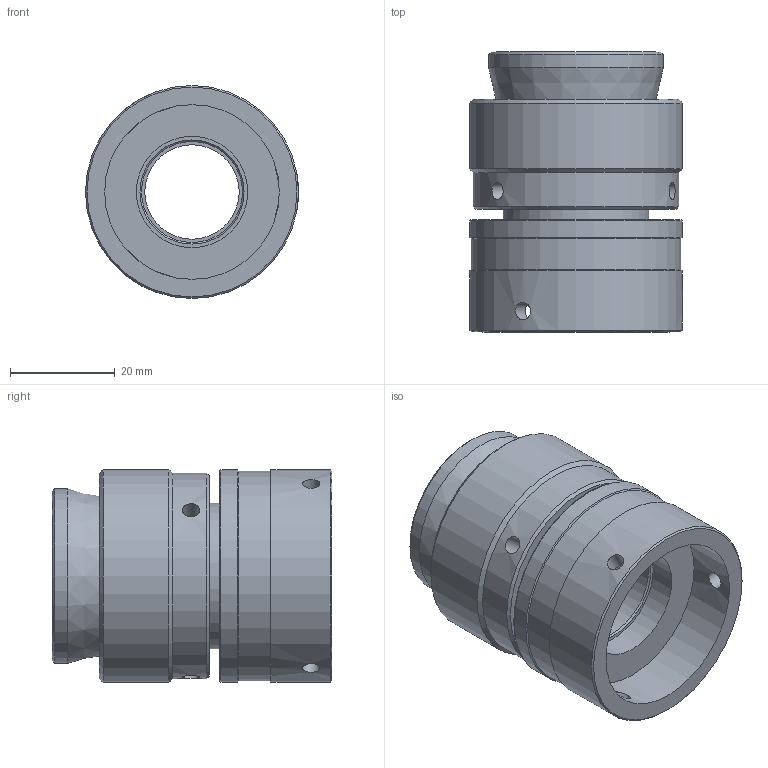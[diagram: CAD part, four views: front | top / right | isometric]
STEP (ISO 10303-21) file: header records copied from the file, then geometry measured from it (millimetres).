
FILE_DESCRIPTION (( 'STEP AP203' ), '1' );
FILE_NAME ('693017.STEP', '2024-07-15T02:11:33', ( 'Windows User' ), ( 'P R C' ), 'SwSTEP 2.0', 'SolidWorks 2020', '' );
FILE_SCHEMA (( 'CONFIG_CONTROL_DESIGN' ));
Length unit declared in the file: millimetre
Products named in the file (1): 693017
Bounding box: 40.6 x 53.35 x 40.6 mm (x, y, z)
Surface area: 14189.8 mm2 (no closed solid volume)
Topology: 0 solids, 4 shells, 37 faces, 91 edges, 62 vertices
Faces by surface type: cylinder 18, cone 9, plane 8, torus 2
Full cylindrical faces by diameter (mm): 3.3 x6, 18 x1, 19.25 x1, 21.25 x1, 23 x1, 27.82 x1, 33.3 x2, 39.14 x1, 40 x1, 40.6 x3
Entity records: 2289 total; most frequent: CARTESIAN_POINT 1503, DIRECTION 142, ORIENTED_EDGE 90, EDGE_LOOP 83, AXIS2_PLACEMENT_3D 71, FACE_OUTER_BOUND 57, VERTEX_POINT 53, EDGE_CURVE 53
